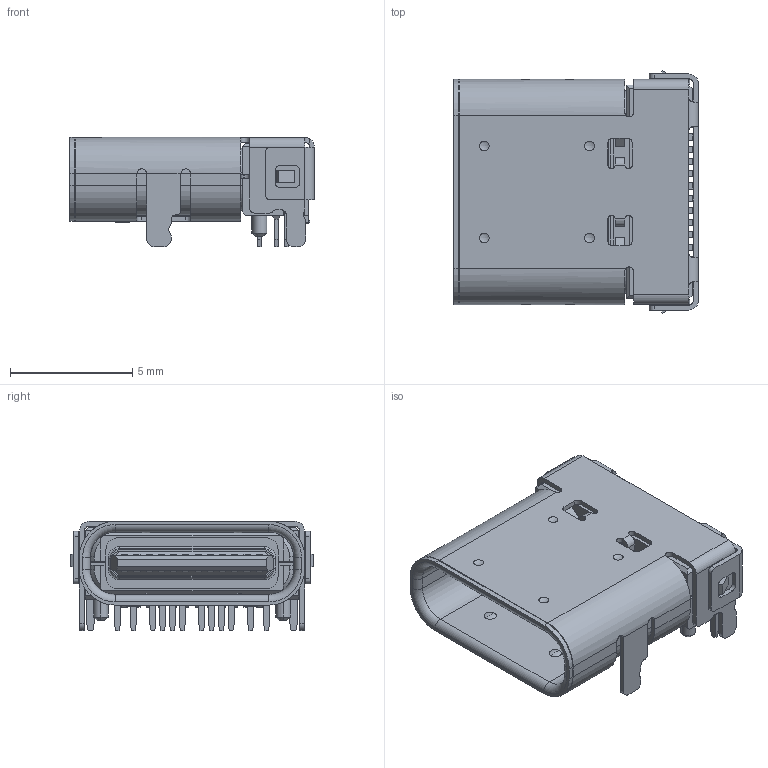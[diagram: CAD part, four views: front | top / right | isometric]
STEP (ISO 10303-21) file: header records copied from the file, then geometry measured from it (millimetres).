
FILE_DESCRIPTION (( 'STEP AP203' ), '1' );
FILE_NAME ('CUI_DEVICES_UJ31-CH-G1-SMT-TR.step', '2019-10-22T13:50:24', ( '' ), ( '' ), 'SwSTEP 2.0', 'SolidWorks 2019', '' );
FILE_SCHEMA (( 'CONFIG_CONTROL_DESIGN' ));
Length unit declared in the file: inch
Products named in the file (1): CUI_DEVICES_UJ31-CH-G1-SMT-TR
Bounding box: 10 x 9.9 x 4.46 mm (x, y, z)
Volume: 173.3 mm3; surface area: 1051.2 mm2
Topology: 2 solids, 50 shells, 1421 faces, 3712 edges, 2417 vertices
Faces by surface type: plane 1061, cylinder 278, sphere 30, torus 28, cone 24
Entity records: 44437 total; most frequent: CARTESIAN_POINT 9143, ORIENTED_EDGE 7424, DIRECTION 7036, EDGE_CURVE 3712, LINE 2940, VECTOR 2940, VERTEX_POINT 2417, AXIS2_PLACEMENT_3D 2048
